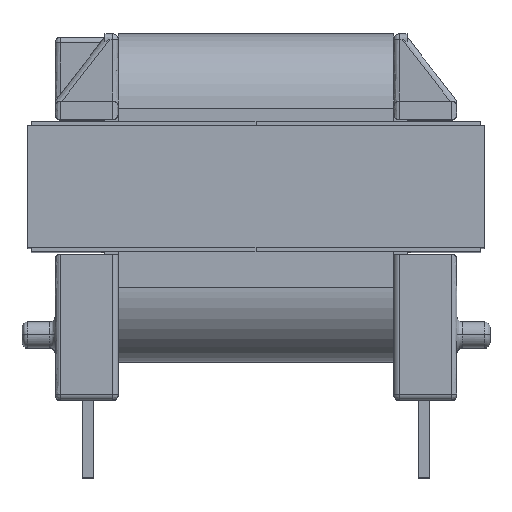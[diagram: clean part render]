
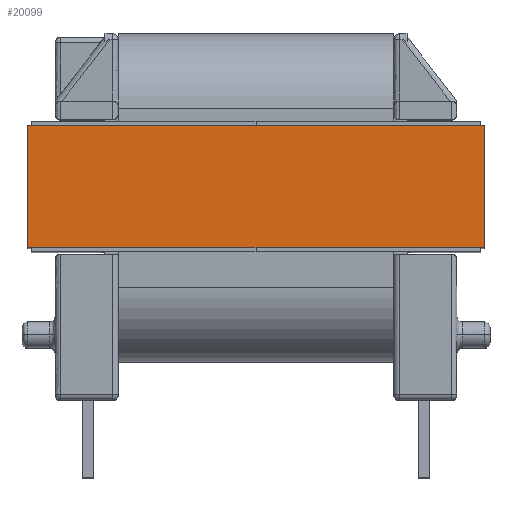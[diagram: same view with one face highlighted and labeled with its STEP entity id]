
A CAD part, top view. The second image highlights one B-rep face of the part: STEP entity #20099.
In plain terms, the highlighted free-form (B-spline) face has degree [1, 1] with [2, 2] control points.
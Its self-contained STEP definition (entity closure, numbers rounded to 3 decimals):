
#18535 = VERTEX_POINT('',#18536);
#18536 = CARTESIAN_POINT('',(-0.647,12.586,
    -0.956));
#18543 = EDGE_CURVE('',#18544,#18535,#18546,.T.);
#18544 = VERTEX_POINT('',#18545);
#18545 = CARTESIAN_POINT('',(-0.647,6.981,
    -0.956));
#18546 = B_SPLINE_CURVE_WITH_KNOTS('',1,(#18547,#18548),.UNSPECIFIED.,
  .F.,.F.,(2,2),(0.,5.54),.PIECEWISE_BEZIER_KNOTS.);
#18547 = CARTESIAN_POINT('',(-0.647,6.981,
    -0.956));
#18548 = CARTESIAN_POINT('',(-0.647,12.586,
    -0.956));
#20099 = ADVANCED_FACE('',(#20100),#20122,.T.);
#20100 = FACE_BOUND('',#20101,.T.);
#20101 = EDGE_LOOP('',(#20102,#20109,#20116,#20121));
#20102 = ORIENTED_EDGE('',*,*,#20103,.F.);
#20103 = EDGE_CURVE('',#20104,#18535,#20106,.T.);
#20104 = VERTEX_POINT('',#20105);
#20105 = CARTESIAN_POINT('',(-21.61,12.586,
    -0.956));
#20106 = B_SPLINE_CURVE_WITH_KNOTS('',1,(#20107,#20108),.UNSPECIFIED.,
  .F.,.F.,(2,2),(-20.72,0.),.PIECEWISE_BEZIER_KNOTS.);
#20107 = CARTESIAN_POINT('',(-21.61,12.586,
    -0.956));
#20108 = CARTESIAN_POINT('',(-0.647,12.586,
    -0.956));
#20109 = ORIENTED_EDGE('',*,*,#20110,.F.);
#20110 = EDGE_CURVE('',#20111,#20104,#20113,.T.);
#20111 = VERTEX_POINT('',#20112);
#20112 = CARTESIAN_POINT('',(-21.61,6.981,
    -0.956));
#20113 = B_SPLINE_CURVE_WITH_KNOTS('',1,(#20114,#20115),.UNSPECIFIED.,
  .F.,.F.,(2,2),(0.,5.54),.PIECEWISE_BEZIER_KNOTS.);
#20114 = CARTESIAN_POINT('',(-21.61,6.981,
    -0.956));
#20115 = CARTESIAN_POINT('',(-21.61,12.586,
    -0.956));
#20116 = ORIENTED_EDGE('',*,*,#20117,.T.);
#20117 = EDGE_CURVE('',#20111,#18544,#20118,.T.);
#20118 = B_SPLINE_CURVE_WITH_KNOTS('',1,(#20119,#20120),.UNSPECIFIED.,
  .F.,.F.,(2,2),(-20.72,0.),.PIECEWISE_BEZIER_KNOTS.);
#20119 = CARTESIAN_POINT('',(-21.61,6.981,
    -0.956));
#20120 = CARTESIAN_POINT('',(-0.647,6.981,
    -0.956));
#20121 = ORIENTED_EDGE('',*,*,#18543,.T.);
#20122 = B_SPLINE_SURFACE_WITH_KNOTS('',1,1,(
    (#20123,#20124)
    ,(#20125,#20126
    )),.UNSPECIFIED.,.F.,.F.,.F.,(2,2),(2,2),(-5.54,0.),(-20.72,0.),
  .PIECEWISE_BEZIER_KNOTS.);
#20123 = CARTESIAN_POINT('',(-21.61,12.586,
    -0.956));
#20124 = CARTESIAN_POINT('',(-0.647,12.586,
    -0.956));
#20125 = CARTESIAN_POINT('',(-21.61,6.981,
    -0.956));
#20126 = CARTESIAN_POINT('',(-0.647,6.981,
    -0.956));
